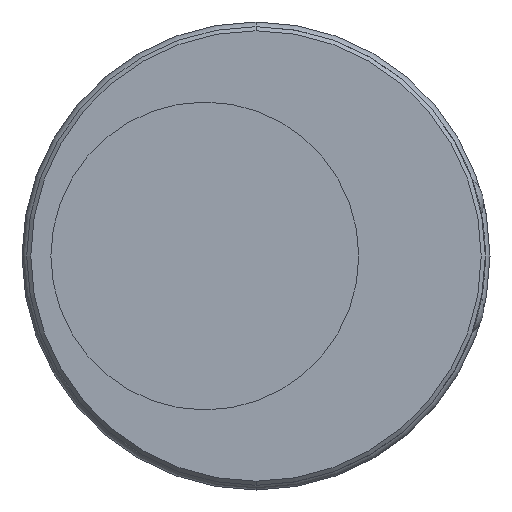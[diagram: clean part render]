
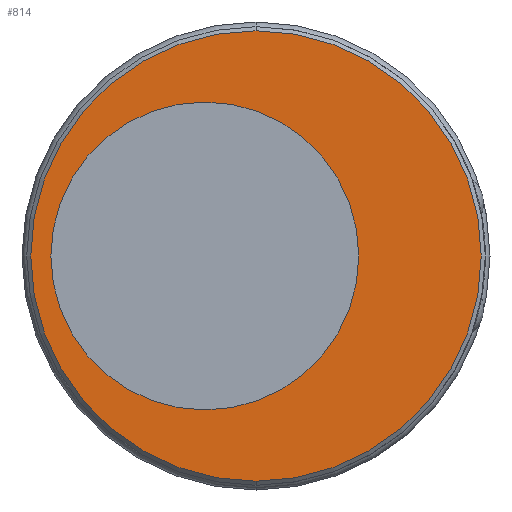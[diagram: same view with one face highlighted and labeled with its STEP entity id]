
A CAD part, front view. The second image highlights one B-rep face of the part: STEP entity #814.
In plain terms, the highlighted planar face has unit normal (0, -1, 0).
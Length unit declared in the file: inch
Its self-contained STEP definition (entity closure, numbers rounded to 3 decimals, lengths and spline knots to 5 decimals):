
#19=CARTESIAN_POINT('',(0.,0.,0.));
#20=DIRECTION('',(0.,-1.,0.));
#21=DIRECTION('',(0.,0.,1.));
#22=AXIS2_PLACEMENT_3D('',#19,#20,#21);
#24=CARTESIAN_POINT('',(0.,0.,0.));
#25=DIRECTION('',(0.,-1.,0.));
#26=DIRECTION('',(0.,0.,-1.));
#27=AXIS2_PLACEMENT_3D('',#24,#25,#26);
#29=CARTESIAN_POINT('',(-0.125,0.,0.));
#30=DIRECTION('',(0.,1.,0.));
#31=DIRECTION('',(0.,0.,-1.));
#32=AXIS2_PLACEMENT_3D('',#29,#30,#31);
#34=CARTESIAN_POINT('',(-0.125,0.,0.));
#35=DIRECTION('',(0.,1.,0.));
#36=DIRECTION('',(0.,0.,1.));
#37=AXIS2_PLACEMENT_3D('',#34,#35,#36);
#735=CARTESIAN_POINT('',(0.,0.,0.55));
#736=CARTESIAN_POINT('',(0.,0.,-0.55));
#737=VERTEX_POINT('',#735);
#738=VERTEX_POINT('',#736);
#793=CARTESIAN_POINT('',(-0.125,0.,-0.376));
#794=CARTESIAN_POINT('',(-0.125,0.,0.376));
#795=VERTEX_POINT('',#793);
#796=VERTEX_POINT('',#794);
#797=CARTESIAN_POINT('',(0.,0.,0.));
#798=DIRECTION('',(0.,1.,0.));
#799=DIRECTION('',(0.,0.,-1.));
#800=AXIS2_PLACEMENT_3D('',#797,#798,#799);
#801=PLANE('',#800);
#803=ORIENTED_EDGE('',*,*,#802,.F.);
#805=ORIENTED_EDGE('',*,*,#804,.F.);
#806=EDGE_LOOP('',(#803,#805));
#807=FACE_OUTER_BOUND('',#806,.F.);
#809=ORIENTED_EDGE('',*,*,#808,.F.);
#811=ORIENTED_EDGE('',*,*,#810,.F.);
#812=EDGE_LOOP('',(#809,#811));
#813=FACE_BOUND('',#812,.F.);
#23=CIRCLE('',#22,0.55);
#28=CIRCLE('',#27,0.55);
#33=CIRCLE('',#32,0.376);
#38=CIRCLE('',#37,0.376);
#802=EDGE_CURVE('',#737,#738,#23,.T.);
#804=EDGE_CURVE('',#738,#737,#28,.T.);
#808=EDGE_CURVE('',#795,#796,#33,.T.);
#810=EDGE_CURVE('',#796,#795,#38,.T.);
#814=ADVANCED_FACE('',(#807,#813),#801,.F.);
